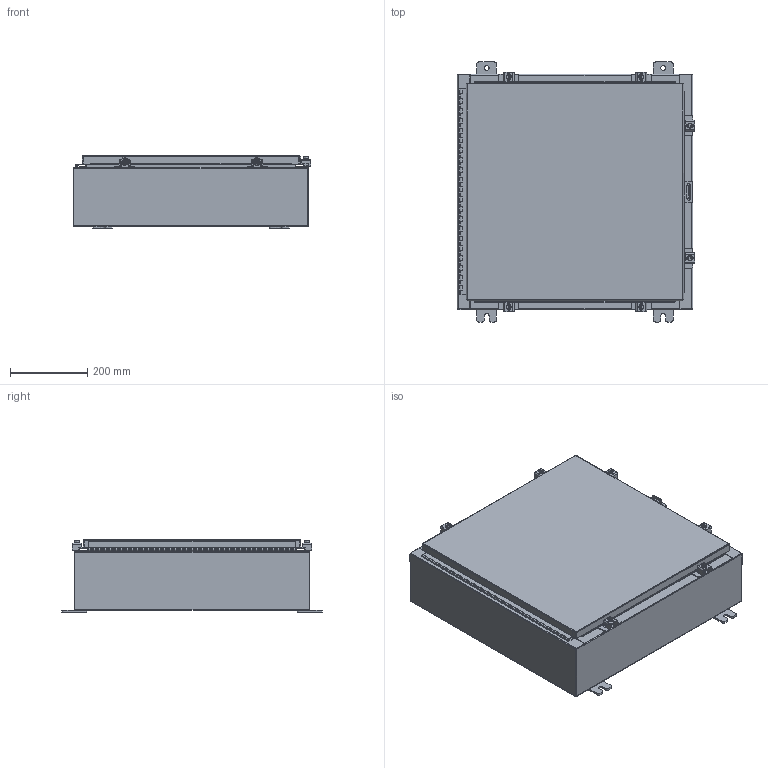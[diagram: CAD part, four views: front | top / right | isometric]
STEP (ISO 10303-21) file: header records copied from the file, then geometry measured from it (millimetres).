
FILE_DESCRIPTION (( 'STEP AP203' ), '1' );
FILE_NAME ('N24H2406SSWP.STEP', '2014-01-21T21:10:54', ( 'changeme' ), ( 'Microsoft' ), 'SwSTEP 2.0', 'SolidWorks 2013', '' );
FILE_SCHEMA (( 'CONFIG_CONTROL_DESIGN' ));
Length unit declared in the file: inch
Products named in the file (19): N24H2406SSWP Bottom; N24H2406SSWP Clamp Bracket; N24H2406SSWP Backpanel; N24H2406SSWP Top; N24H2406SSWP 22101002; N24H2406SSWP Mounting Studs; N24H2406SSWP; N24H2406SSWP 22104005_DEFAULT; N24H2406SSWP Hinge Enclosure Side2; N24H2406SSWP Clamp Top; N24H2406SSWP Hinge Cover Side; N24H2406SSWP Clamp Assembly; N24H2406SSWP 125 Pin Hinge; N24H2406SSWP Standard Clamps; N24H2406SSWP Mounting Feet; N24H2406SSWP Cover; N24H2406SSWP Padlock Hasp; N24H2406SSWP Body; N24H2406SSWP Padlock Staple
Assembly tree (30 placements, depth 4):
  N24H2406SSWP
    N24H2406SSWP Backpanel
    N24H2406SSWP Mounting Studs  x4
    N24H2406SSWP 125 Pin Hinge
      N24H2406SSWP Hinge Enclosure Side2
      N24H2406SSWP Hinge Cover Side
    N24H2406SSWP Mounting Feet  x4
    N24H2406SSWP Padlock Hasp
    N24H2406SSWP Padlock Staple
    N24H2406SSWP Standard Clamps  x6
      N24H2406SSWP Clamp Bracket
      N24H2406SSWP Clamp Assembly
        N24H2406SSWP 22101002  x2
        N24H2406SSWP 22104005_DEFAULT
        N24H2406SSWP Clamp Top
    N24H2406SSWP Cover
    N24H2406SSWP Body
    N24H2406SSWP Bottom
    N24H2406SSWP Top
Bounding box: 614.95 x 673.1 x 187.67 mm (x, y, z)
Volume: 3309050.3 mm3; surface area: 3256751.3 mm2
Topology: 47 solids, 47 shells, 1709 faces, 4293 edges, 2702 vertices
Faces by surface type: plane 908, cylinder 705, torus 44, cone 44, bspline 8
Entity records: 32405 total; most frequent: CARTESIAN_POINT 5637, DIRECTION 5316, ORIENTED_EDGE 5000, EDGE_CURVE 2500, AXIS2_PLACEMENT_3D 1841, LINE 1634, VECTOR 1634, VERTEX_POINT 1540
